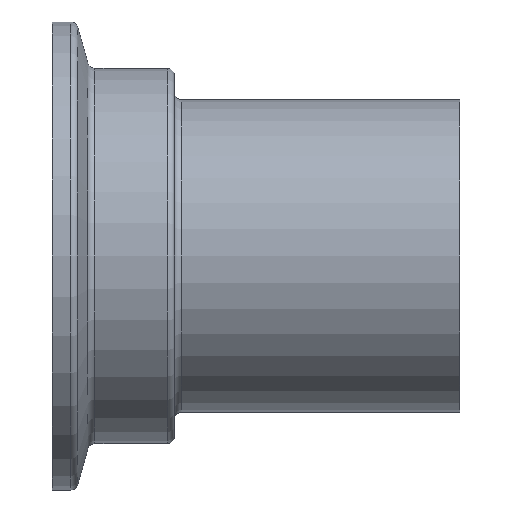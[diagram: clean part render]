
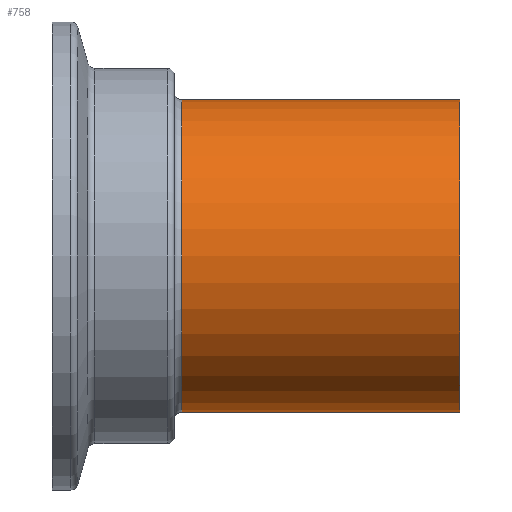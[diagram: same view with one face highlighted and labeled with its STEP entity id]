
A CAD part, front view. The second image highlights one B-rep face of the part: STEP entity #758.
In plain terms, the highlighted cylindrical face has radius 16.85 mm (diameter 33.7 mm), a partial arc.
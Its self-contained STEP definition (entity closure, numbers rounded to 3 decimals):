
#7 = CARTESIAN_POINT ( 'NONE',  ( -172.678, 12.115, -16.85 ) ) ;
#9 = VERTEX_POINT ( 'NONE', #460 ) ;
#12 = EDGE_LOOP ( 'NONE', ( #502, #457, #716, #289 ) ) ;
#15 = VERTEX_POINT ( 'NONE', #704 ) ;
#18 = VECTOR ( 'NONE', #749, 1000. ) ;
#19 = AXIS2_PLACEMENT_3D ( 'NONE', #786, #51, #538 ) ;
#51 = DIRECTION ( 'NONE',  ( -1., 0., 0. ) ) ;
#81 = EDGE_CURVE ( 'NONE', #83, #530, #777, .T. ) ;
#83 = VERTEX_POINT ( 'NONE', #665 ) ;
#99 = CIRCLE ( 'NONE', #548, 16.85 ) ;
#127 = CARTESIAN_POINT ( 'NONE',  ( -172.678, 12.115, 16.85 ) ) ;
#196 = CARTESIAN_POINT ( 'NONE',  ( -172.678, 12.115, 0. ) ) ;
#208 = DIRECTION ( 'NONE',  ( -1., 0., 0. ) ) ;
#258 = EDGE_CURVE ( 'NONE', #15, #9, #99, .T. ) ;
#277 = VECTOR ( 'NONE', #208, 1000. ) ;
#289 = ORIENTED_EDGE ( 'NONE', *, *, #81, .F. ) ;
#311 = DIRECTION ( 'NONE',  ( 0., 0., 1. ) ) ;
#326 = DIRECTION ( 'NONE',  ( -1., 0., 0. ) ) ;
#369 = LINE ( 'NONE', #7, #277 ) ;
#395 = DIRECTION ( 'NONE',  ( -1., 0., 0. ) ) ;
#445 = DIRECTION ( 'NONE',  ( 0., 0., 1. ) ) ;
#452 = CARTESIAN_POINT ( 'NONE',  ( 33.62, 12.115, 0. ) ) ;
#457 = ORIENTED_EDGE ( 'NONE', *, *, #258, .T. ) ;
#460 = CARTESIAN_POINT ( 'NONE',  ( 33.62, 12.115, 16.85 ) ) ;
#502 = ORIENTED_EDGE ( 'NONE', *, *, #606, .F. ) ;
#513 = FACE_OUTER_BOUND ( 'NONE', #12, .T. ) ;
#530 = VERTEX_POINT ( 'NONE', #540 ) ;
#538 = DIRECTION ( 'NONE',  ( 0., 0., 1. ) ) ;
#540 = CARTESIAN_POINT ( 'NONE',  ( 3.62, 12.115, 16.85 ) ) ;
#548 = AXIS2_PLACEMENT_3D ( 'NONE', #452, #326, #445 ) ;
#552 = CYLINDRICAL_SURFACE ( 'NONE', #668, 16.85 ) ;
#606 = EDGE_CURVE ( 'NONE', #15, #83, #369, .T. ) ;
#622 = EDGE_CURVE ( 'NONE', #9, #530, #623, .T. ) ;
#623 = LINE ( 'NONE', #127, #18 ) ;
#665 = CARTESIAN_POINT ( 'NONE',  ( 3.62, 12.115, -16.85 ) ) ;
#668 = AXIS2_PLACEMENT_3D ( 'NONE', #196, #395, #311 ) ;
#704 = CARTESIAN_POINT ( 'NONE',  ( 33.62, 12.115, -16.85 ) ) ;
#716 = ORIENTED_EDGE ( 'NONE', *, *, #622, .T. ) ;
#749 = DIRECTION ( 'NONE',  ( -1., 0., 0. ) ) ;
#758 = ADVANCED_FACE ( 'NONE', ( #513 ), #552, .T. ) ;
#777 = CIRCLE ( 'NONE', #19, 16.85 ) ;
#786 = CARTESIAN_POINT ( 'NONE',  ( 3.62, 12.115, 0. ) ) ;
